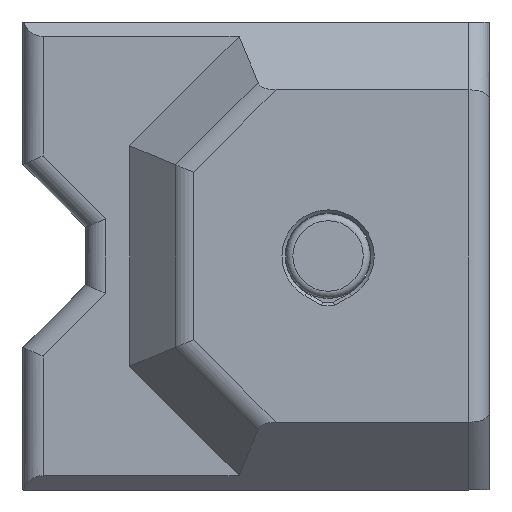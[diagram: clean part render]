
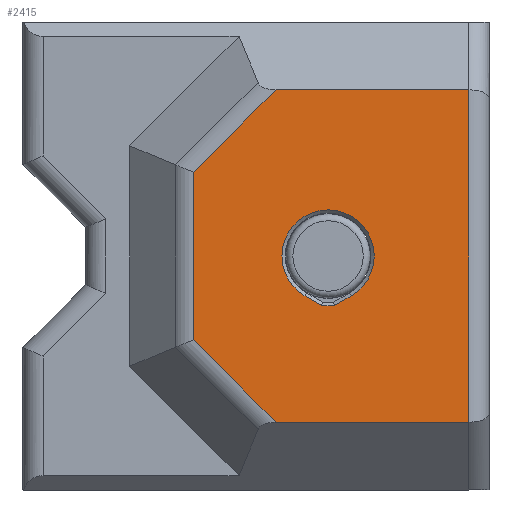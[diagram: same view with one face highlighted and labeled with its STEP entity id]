
A CAD part, left-side view. The second image highlights one B-rep face of the part: STEP entity #2415.
In plain terms, the highlighted planar face has unit normal (-1, 0, 0).
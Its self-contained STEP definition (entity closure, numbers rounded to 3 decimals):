
#77=FACE_BOUND('',#354,.T.);
#103=PLANE('',#2606);
#207=FACE_OUTER_BOUND('',#353,.T.);
#353=EDGE_LOOP('',(#1724,#1725,#1726,#1727,#1728,#1729));
#354=EDGE_LOOP('',(#1730,#1731,#1732,#1733));
#498=LINE('',#3574,#771);
#502=LINE('',#3581,#775);
#504=LINE('',#3589,#777);
#511=LINE('',#3604,#784);
#512=LINE('',#3606,#785);
#513=LINE('',#3608,#786);
#514=LINE('',#3610,#787);
#515=LINE('',#3612,#788);
#516=LINE('',#3613,#789);
#771=VECTOR('',#2866,10.);
#775=VECTOR('',#2872,10.);
#777=VECTOR('',#2882,10.);
#784=VECTOR('',#2895,10.);
#785=VECTOR('',#2896,10.);
#786=VECTOR('',#2897,10.);
#787=VECTOR('',#2898,10.);
#788=VECTOR('',#2899,10.);
#789=VECTOR('',#2900,10.);
#1055=CIRCLE('',#2601,2.72);
#1097=VERTEX_POINT('',#3571);
#1098=VERTEX_POINT('',#3573);
#1100=VERTEX_POINT('',#3579);
#1102=VERTEX_POINT('',#3584);
#1106=VERTEX_POINT('',#3602);
#1107=VERTEX_POINT('',#3603);
#1108=VERTEX_POINT('',#3605);
#1109=VERTEX_POINT('',#3607);
#1110=VERTEX_POINT('',#3609);
#1111=VERTEX_POINT('',#3611);
#1328=EDGE_CURVE('',#1097,#1098,#498,.T.);
#1332=EDGE_CURVE('',#1100,#1097,#502,.T.);
#1334=EDGE_CURVE('',#1102,#1100,#1055,.T.);
#1336=EDGE_CURVE('',#1098,#1102,#504,.T.);
#1343=EDGE_CURVE('',#1106,#1107,#511,.T.);
#1344=EDGE_CURVE('',#1106,#1108,#512,.T.);
#1345=EDGE_CURVE('',#1109,#1108,#513,.T.);
#1346=EDGE_CURVE('',#1110,#1109,#514,.T.);
#1347=EDGE_CURVE('',#1111,#1110,#515,.T.);
#1348=EDGE_CURVE('',#1107,#1111,#516,.T.);
#1724=ORIENTED_EDGE('',*,*,#1343,.F.);
#1725=ORIENTED_EDGE('',*,*,#1344,.T.);
#1726=ORIENTED_EDGE('',*,*,#1345,.F.);
#1727=ORIENTED_EDGE('',*,*,#1346,.F.);
#1728=ORIENTED_EDGE('',*,*,#1347,.F.);
#1729=ORIENTED_EDGE('',*,*,#1348,.F.);
#1730=ORIENTED_EDGE('',*,*,#1328,.F.);
#1731=ORIENTED_EDGE('',*,*,#1332,.F.);
#1732=ORIENTED_EDGE('',*,*,#1334,.F.);
#1733=ORIENTED_EDGE('',*,*,#1336,.F.);
#2415=ADVANCED_FACE('',(#207,#77),#103,.T.);
#2601=AXIS2_PLACEMENT_3D('',#3586,#2876,#2877);
#2606=AXIS2_PLACEMENT_3D('',#3601,#2893,#2894);
#2866=DIRECTION('',(0.,-1.,0.));
#2872=DIRECTION('',(0.,-0.866,-0.5));
#2876=DIRECTION('center_axis',(-1.,0.,0.));
#2877=DIRECTION('ref_axis',(0.,1.,0.));
#2882=DIRECTION('',(0.,-0.866,0.5));
#2893=DIRECTION('center_axis',(-1.,0.,0.));
#2894=DIRECTION('ref_axis',(0.,0.,
1.));
#2895=DIRECTION('',(0.,0.,-1.));
#2896=DIRECTION('',(0.,1.,0.));
#2897=DIRECTION('',(0.,-0.707,0.707));
#2898=DIRECTION('',(0.,0.,1.));
#2899=DIRECTION('',(0.,0.707,0.707));
#2900=DIRECTION('',(0.,1.,0.));
#3571=CARTESIAN_POINT('',(7.,-18.643,25.25));
#3573=CARTESIAN_POINT('',(7.,-19.407,25.25));
#3574=CARTESIAN_POINT('',(7.,-23.939,25.25));
#3579=CARTESIAN_POINT('',(7.,-17.665,25.814));
#3581=CARTESIAN_POINT('',(7.,-23.815,22.264));
#3584=CARTESIAN_POINT('',(7.,-20.385,25.814));
#3586=CARTESIAN_POINT('Origin',(7.,-19.025,28.17));
#3589=CARTESIAN_POINT('',(7.,-21.826,26.646));
#3601=CARTESIAN_POINT('Origin',(7.,-28.525,18.37));
#3602=CARTESIAN_POINT('',(7.,-27.325,37.97));
#3603=CARTESIAN_POINT('',(7.,-27.325,18.37));
#3604=CARTESIAN_POINT('',(7.,-27.325,23.27));
#3605=CARTESIAN_POINT('',(7.,-15.958,37.97));
#3606=CARTESIAN_POINT('',(7.,-28.525,37.97));
#3607=CARTESIAN_POINT('',(7.,-11.096,33.108));
#3608=CARTESIAN_POINT('',(7.,-14.867,36.878));
#3609=CARTESIAN_POINT('',(7.,-11.096,23.232));
#3610=CARTESIAN_POINT('',(7.,-11.096,26.52));
#3611=CARTESIAN_POINT('',(7.,-15.958,18.37));
#3612=CARTESIAN_POINT('',(7.,-16.117,18.212));
#3613=CARTESIAN_POINT('',(7.,-28.525,18.37));
